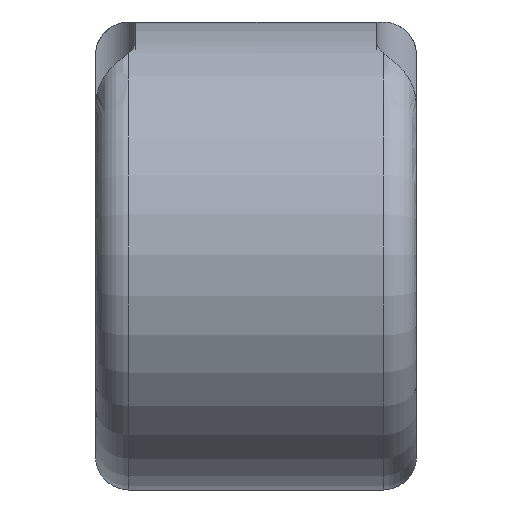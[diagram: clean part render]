
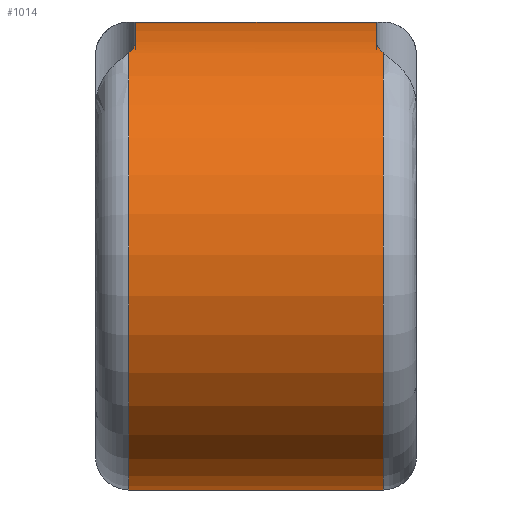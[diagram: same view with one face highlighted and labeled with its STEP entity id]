
A CAD part, left-side view. The second image highlights one B-rep face of the part: STEP entity #1014.
In plain terms, the highlighted cylindrical face has radius 3.5 mm (diameter 7 mm), a partial arc.
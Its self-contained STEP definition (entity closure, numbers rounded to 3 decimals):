
#557=CARTESIAN_POINT('',(-30.5,-1.8,3.5));
#558=VERTEX_POINT('',#557);
#609=CARTESIAN_POINT('',(-30.5,1.8,3.5));
#610=VERTEX_POINT('',#609);
#617=CARTESIAN_POINT('',(-30.5,1.8,3.5));
#618=DIRECTION('',(0.,-1.,0.));
#619=VECTOR('',#618,3.6);
#620=LINE('',#617,#619);
#621=EDGE_CURVE('',#610,#558,#620,.T.);
#946=CARTESIAN_POINT('',(-30.5,1.9,0.));
#947=DIRECTION('',(0.,0.,-1.));
#948=DIRECTION('',(0.,-1.,0.));
#949=AXIS2_PLACEMENT_3D('',#946,#948,#947);
#950=CYLINDRICAL_SURFACE('',#949,3.5);
#951=CARTESIAN_POINT('',(-30.5,1.9,-3.5));
#952=VERTEX_POINT('',#951);
#953=CARTESIAN_POINT('',(-30.5,-1.9,-3.5));
#954=VERTEX_POINT('',#953);
#955=CARTESIAN_POINT('',(-30.5,1.9,-3.5));
#956=DIRECTION('',(0.,-1.,0.));
#957=VECTOR('',#956,3.8);
#958=LINE('',#955,#957);
#959=EDGE_CURVE('',#952,#954,#958,.T.);
#960=ORIENTED_EDGE('E93',*,*,#959,.T.);
#961=CARTESIAN_POINT('',(-32.232,-1.9,3.042));
#962=VERTEX_POINT('',#961);
#963=CARTESIAN_POINT('',(-30.5,-1.9,0.));
#964=DIRECTION('',(0.,0.,-1.));
#965=DIRECTION('',(0.,1.,0.));
#966=AXIS2_PLACEMENT_3D('',#963,#965,#964);
#967=CIRCLE('',#966,3.5);
#968=EDGE_CURVE('',#954,#962,#967,.T.);
#969=ORIENTED_EDGE('E94',*,*,#968,.T.);
#970=CARTESIAN_POINT('',(-31.9,-1.8,3.208));
#971=VERTEX_POINT('',#970);
#972=CARTESIAN_POINT('',(-32.232,-1.9,3.042));
#973=CARTESIAN_POINT('',(-32.133,-1.835,3.098));
#974=CARTESIAN_POINT('',(-32.02,-1.8,3.156));
#975=CARTESIAN_POINT('',(-31.9,-1.8,3.208));
#976=B_SPLINE_CURVE_WITH_KNOTS('',3,(#972,#973,#974,#975),.UNSPECIFIED.,.F.,.U.,(4,4),(0.,0.),.UNSPECIFIED.);
#977=EDGE_CURVE('',#962,#971,#976,.T.);
#978=ORIENTED_EDGE('E95',*,*,#977,.T.);
#979=CARTESIAN_POINT('',(-30.5,-1.8,0.));
#980=DIRECTION('',(-0.4,0.,0.917));
#981=DIRECTION('',(0.,1.,0.));
#982=AXIS2_PLACEMENT_3D('',#979,#981,#980);
#983=CIRCLE('',#982,3.5);
#984=EDGE_CURVE('',#971,#558,#983,.T.);
#985=ORIENTED_EDGE('E96',*,*,#984,.T.);
#986=ORIENTED_EDGE('E96',*,*,#621,.F.);
#987=CARTESIAN_POINT('',(-31.9,1.8,3.208));
#988=VERTEX_POINT('',#987);
#989=CARTESIAN_POINT('',(-30.5,1.8,0.));
#990=DIRECTION('',(0.,0.,1.));
#991=DIRECTION('',(0.,-1.,0.));
#992=AXIS2_PLACEMENT_3D('',#989,#991,#990);
#993=CIRCLE('',#992,3.5);
#994=EDGE_CURVE('',#610,#988,#993,.T.);
#995=ORIENTED_EDGE('E97',*,*,#994,.T.);
#996=CARTESIAN_POINT('',(-32.232,1.9,3.042));
#997=VERTEX_POINT('',#996);
#998=CARTESIAN_POINT('',(-31.9,1.8,3.208));
#999=CARTESIAN_POINT('',(-32.02,1.8,3.156));
#1000=CARTESIAN_POINT('',(-32.133,1.835,3.098));
#1001=CARTESIAN_POINT('',(-32.232,1.9,3.042));
#1002=B_SPLINE_CURVE_WITH_KNOTS('',3,(#998,#999,#1000,#1001),.UNSPECIFIED.,.F.,.U.,(4,4),(0.,0.),.UNSPECIFIED.);
#1003=EDGE_CURVE('',#988,#997,#1002,.T.);
#1004=ORIENTED_EDGE('E98',*,*,#1003,.T.);
#1005=CARTESIAN_POINT('',(-30.5,1.9,0.));
#1006=DIRECTION('',(-0.495,0.,0.869));
#1007=DIRECTION('',(0.,-1.,-0.));
#1008=AXIS2_PLACEMENT_3D('',#1005,#1007,#1006);
#1009=CIRCLE('',#1008,3.5);
#1010=EDGE_CURVE('',#997,#952,#1009,.T.);
#1011=ORIENTED_EDGE('E99',*,*,#1010,.T.);
#1012=EDGE_LOOP('',(#960,#969,#978,#985,#986,#995,#1004,#1011));
#1013=FACE_OUTER_BOUND('',#1012,.T.);
#1014=ADVANCED_FACE('F14',(#1013),#950,.T.);
